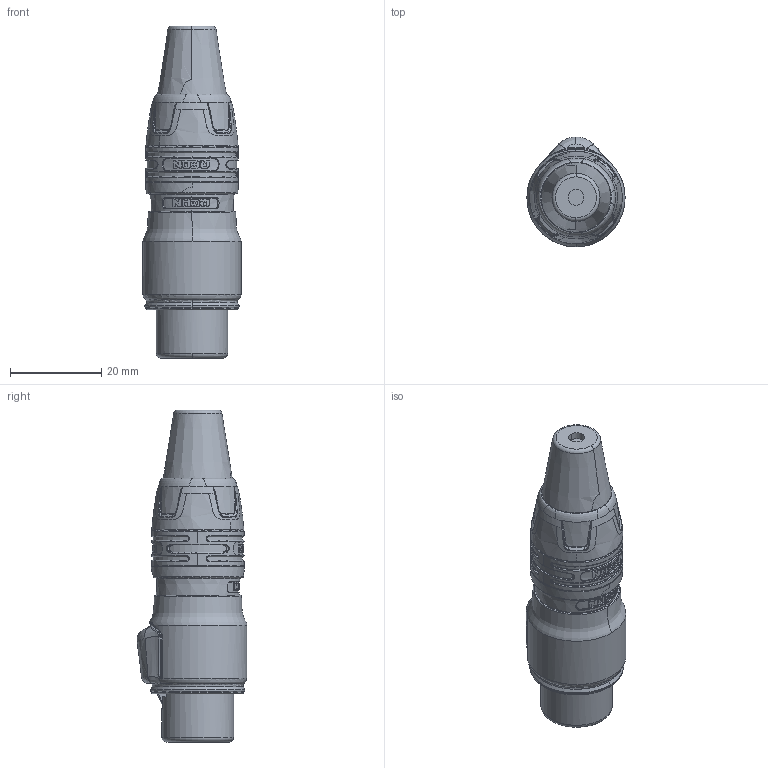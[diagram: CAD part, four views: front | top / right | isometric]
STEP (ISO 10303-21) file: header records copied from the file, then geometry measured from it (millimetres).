
FILE_DESCRIPTION((''),'2;1');
FILE_NAME('30011824','2024-09-23T09:59:05',('SYSTEM'),(''),'CREO PARAMETRIC BY PTC INC, 2023424','CREO PARAMETRIC BY PTC INC, 2023424','');
FILE_SCHEMA(('CONFIG_CONTROL_DESIGN'));
Products named in the file (1): 30011824
Bounding box: 21.6 x 24.15 x 72.94 mm (x, y, z)
Volume: 18878.6 mm3; surface area: 5363.4 mm2
Topology: 1 solids, 3 shells, 871 faces, 2355 edges, 1517 vertices
Faces by surface type: plane 317, bspline 256, cylinder 137, torus 101, cone 35, sphere 11, revolution 10, extrusion 4
Entity records: 41312 total; most frequent: CARTESIAN_POINT 21693, ORIENTED_EDGE 4688, DIRECTION 3251, EDGE_CURVE 2344, VERTEX_POINT 1517, AXIS2_PLACEMENT_3D 1236, B_SPLINE_CURVE_WITH_KNOTS 958, EDGE_LOOP 913
